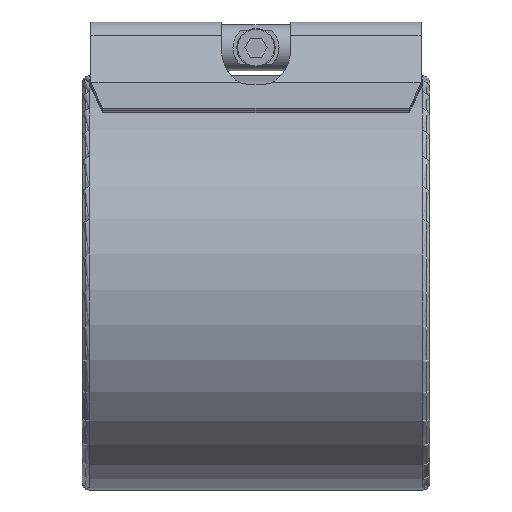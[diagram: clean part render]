
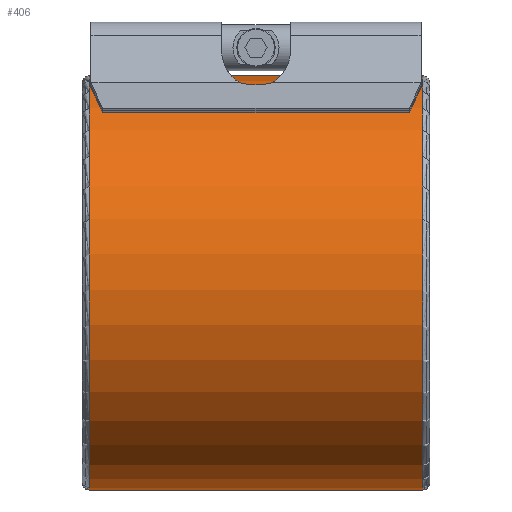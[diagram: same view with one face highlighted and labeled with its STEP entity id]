
A CAD part, front view. The second image highlights one B-rep face of the part: STEP entity #406.
In plain terms, the highlighted cylindrical face has radius 54 mm (diameter 108 mm), a partial arc.
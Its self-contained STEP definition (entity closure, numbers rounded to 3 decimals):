
#305=ELLIPSE('',#2561,108.,54.);
#306=ELLIPSE('',#2563,108.,54.);
#406=ADVANCED_FACE('',(#560),#473,.T.);
#473=CYLINDRICAL_SURFACE('',#2564,54.);
#560=FACE_OUTER_BOUND('',#718,.T.);
#718=EDGE_LOOP('',(#1295,#1296,#1297,#1298,#1299,#1300));
#822=CIRCLE('',#2558,54.);
#824=CIRCLE('',#2562,54.);
#1295=ORIENTED_EDGE('',*,*,#1924,.F.);
#1296=ORIENTED_EDGE('',*,*,#1925,.T.);
#1297=ORIENTED_EDGE('',*,*,#1921,.F.);
#1298=ORIENTED_EDGE('',*,*,#1926,.T.);
#1299=ORIENTED_EDGE('',*,*,#1927,.T.);
#1300=ORIENTED_EDGE('',*,*,#1928,.F.);
#1645=VERTEX_POINT('',#3917);
#1646=VERTEX_POINT('',#3918);
#1647=VERTEX_POINT('',#3944);
#1648=VERTEX_POINT('',#3945);
#1649=VERTEX_POINT('',#3948);
#1650=VERTEX_POINT('',#3950);
#1921=EDGE_CURVE('',#1645,#1646,#822,.T.);
#1924=EDGE_CURVE('',#1647,#1648,#2158,.T.);
#1925=EDGE_CURVE('',#1647,#1646,#305,.T.);
#1926=EDGE_CURVE('',#1645,#1649,#2159,.T.);
#1927=EDGE_CURVE('',#1649,#1650,#824,.T.);
#1928=EDGE_CURVE('',#1648,#1650,#306,.T.);
#2158=LINE('',#3943,#2348);
#2159=LINE('',#3947,#2349);
#2348=VECTOR('',#3127,1.);
#2349=VECTOR('',#3130,1.);
#2558=AXIS2_PLACEMENT_3D('',#3916,#3121,#3122);
#2561=AXIS2_PLACEMENT_3D('',#3946,#3128,#3129);
#2562=AXIS2_PLACEMENT_3D('',#3949,#3131,#3132);
#2563=AXIS2_PLACEMENT_3D('',#3951,#3133,#3134);
#2564=AXIS2_PLACEMENT_3D('',#3952,#3135,#3136);
#3121=DIRECTION('',(-1.,0.,0.));
#3122=DIRECTION('',(0.,0.,1.));
#3127=DIRECTION('',(1.,0.,0.));
#3128=DIRECTION('',(0.5,-0.866,0.));
#3129=DIRECTION('',(-0.866,-0.5,0.));
#3130=DIRECTION('',(1.,0.,0.));
#3131=DIRECTION('',(-1.,0.,0.));
#3132=DIRECTION('',(0.,0.,1.));
#3133=DIRECTION('',(0.5,0.866,0.));
#3134=DIRECTION('',(-0.866,0.5,0.));
#3135=DIRECTION('',(-1.,0.,0.));
#3136=DIRECTION('',(0.,0.,1.));
#3916=CARTESIAN_POINT('',(-43.45,0.,0.));
#3917=CARTESIAN_POINT('',(-43.45,9.326,53.189));
#3918=CARTESIAN_POINT('',(-43.45,-2.425,53.946));
#3943=CARTESIAN_POINT('',(-43.45,0.,54.));
#3944=CARTESIAN_POINT('',(-39.25,0.,54.));
#3945=CARTESIAN_POINT('',(39.25,0.,54.));
#3946=CARTESIAN_POINT('',(-39.25,0.,0.));
#3947=CARTESIAN_POINT('',(-43.45,9.326,53.189));
#3948=CARTESIAN_POINT('',(43.45,9.326,53.189));
#3949=CARTESIAN_POINT('',(43.45,0.,0.));
#3950=CARTESIAN_POINT('',(43.45,-2.425,53.946));
#3951=CARTESIAN_POINT('',(39.25,0.,0.));
#3952=CARTESIAN_POINT('',(0.,0.,0.));
